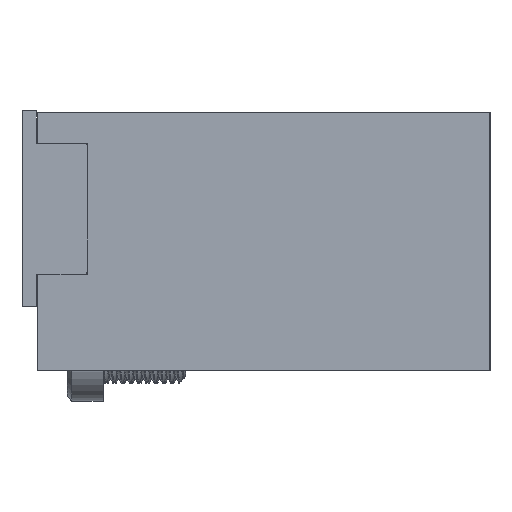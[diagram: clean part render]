
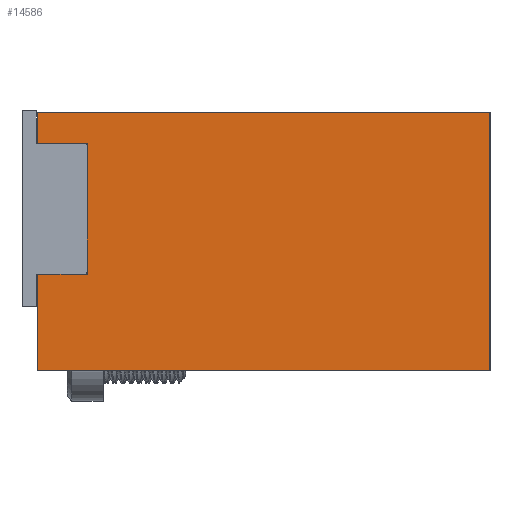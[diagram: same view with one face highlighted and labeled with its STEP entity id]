
A CAD part, left-side view. The second image highlights one B-rep face of the part: STEP entity #14586.
In plain terms, the highlighted planar face has unit normal (-1, 0, 0).
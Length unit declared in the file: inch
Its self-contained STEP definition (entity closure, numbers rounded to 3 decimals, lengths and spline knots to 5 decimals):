
#197 = LINE ( 'NONE', #10651, #2508 ) ;
#207 = DIRECTION ( 'NONE',  ( -1., 0., 0. ) ) ;
#415 = FACE_OUTER_BOUND ( 'NONE', #3982, .T. ) ;
#1239 = CARTESIAN_POINT ( 'NONE',  ( -3., 1.73, -0.119 ) ) ;
#1358 = VECTOR ( 'NONE', #14867, 39.37008 ) ;
#1478 = VERTEX_POINT ( 'NONE', #20043 ) ;
#1870 = VECTOR ( 'NONE', #3937, 39.37008 ) ;
#1967 = LINE ( 'NONE', #14737, #9788 ) ;
#2097 = CARTESIAN_POINT ( 'NONE',  ( -3., 1.73, 0. ) ) ;
#2148 = VERTEX_POINT ( 'NONE', #20489 ) ;
#2296 = LINE ( 'NONE', #2097, #1358 ) ;
#2483 = ORIENTED_EDGE ( 'NONE', *, *, #10507, .F. ) ;
#2508 = VECTOR ( 'NONE', #6990, 39.37008 ) ;
#3184 = EDGE_CURVE ( 'NONE', #16639, #12701, #18315, .T. ) ;
#3191 = DIRECTION ( 'NONE',  ( 0., 1., 0. ) ) ;
#3390 = CARTESIAN_POINT ( 'NONE',  ( -3., 1.73, -0.99 ) ) ;
#3586 = EDGE_CURVE ( 'NONE', #5587, #2148, #2296, .T. ) ;
#3937 = DIRECTION ( 'NONE',  ( 0., -1., 0. ) ) ;
#3982 = EDGE_LOOP ( 'NONE', ( #2483, #4259, #11210, #7784, #6623, #15527, #10443, #10152 ) ) ;
#4041 = VECTOR ( 'NONE', #16556, 39.37008 ) ;
#4259 = ORIENTED_EDGE ( 'NONE', *, *, #12065, .F. ) ;
#4711 = VERTEX_POINT ( 'NONE', #7415 ) ;
#4804 = VECTOR ( 'NONE', #13874, 39.37008 ) ;
#4971 = LINE ( 'NONE', #20660, #14101 ) ;
#5391 = CARTESIAN_POINT ( 'NONE',  ( -3., 1.54, -0.62 ) ) ;
#5587 = VERTEX_POINT ( 'NONE', #1239 ) ;
#6623 = ORIENTED_EDGE ( 'NONE', *, *, #3184, .F. ) ;
#6908 = DIRECTION ( 'NONE',  ( 0., 0., 1. ) ) ;
#6990 = DIRECTION ( 'NONE',  ( 0., 0., -1. ) ) ;
#7138 = CARTESIAN_POINT ( 'NONE',  ( -3., 1.54, -0.119 ) ) ;
#7415 = CARTESIAN_POINT ( 'NONE',  ( -3., 0., -0.99 ) ) ;
#7784 = ORIENTED_EDGE ( 'NONE', *, *, #10144, .F. ) ;
#9080 = DIRECTION ( 'NONE',  ( 0., 1., 0. ) ) ;
#9279 = VERTEX_POINT ( 'NONE', #18935 ) ;
#9676 = DIRECTION ( 'NONE',  ( 0., 0., 1. ) ) ;
#9788 = VECTOR ( 'NONE', #9080, 39.37008 ) ;
#9938 = CARTESIAN_POINT ( 'NONE',  ( -3., 0., 0. ) ) ;
#10063 = CARTESIAN_POINT ( 'NONE',  ( -3., 1.54, -0.119 ) ) ;
#10144 = EDGE_CURVE ( 'NONE', #12701, #5587, #18990, .T. ) ;
#10152 = ORIENTED_EDGE ( 'NONE', *, *, #14945, .F. ) ;
#10257 = PLANE ( 'NONE',  #18453 ) ;
#10443 = ORIENTED_EDGE ( 'NONE', *, *, #13142, .F. ) ;
#10507 = EDGE_CURVE ( 'NONE', #9279, #4711, #197, .T. ) ;
#10651 = CARTESIAN_POINT ( 'NONE',  ( -3., 0., -0.99 ) ) ;
#10835 = LINE ( 'NONE', #11028, #4804 ) ;
#11028 = CARTESIAN_POINT ( 'NONE',  ( -3., 1.54, -0.62 ) ) ;
#11210 = ORIENTED_EDGE ( 'NONE', *, *, #3586, .F. ) ;
#11885 = LINE ( 'NONE', #11988, #1870 ) ;
#11988 = CARTESIAN_POINT ( 'NONE',  ( -3., 0., 0. ) ) ;
#12065 = EDGE_CURVE ( 'NONE', #2148, #9279, #11885, .T. ) ;
#12524 = VECTOR ( 'NONE', #3191, 39.37008 ) ;
#12701 = VERTEX_POINT ( 'NONE', #10063 ) ;
#13142 = EDGE_CURVE ( 'NONE', #16981, #1478, #4971, .T. ) ;
#13874 = DIRECTION ( 'NONE',  ( 0., -1., 0. ) ) ;
#14101 = VECTOR ( 'NONE', #9676, 39.37008 ) ;
#14586 = ADVANCED_FACE ( 'NONE', ( #415 ), #10257, .T. ) ;
#14737 = CARTESIAN_POINT ( 'NONE',  ( -3., 1.73, -0.99 ) ) ;
#14867 = DIRECTION ( 'NONE',  ( 0., 0., 1. ) ) ;
#14945 = EDGE_CURVE ( 'NONE', #4711, #16981, #1967, .T. ) ;
#15527 = ORIENTED_EDGE ( 'NONE', *, *, #16780, .F. ) ;
#15850 = CARTESIAN_POINT ( 'NONE',  ( -3., 1.73, -0.119 ) ) ;
#16556 = DIRECTION ( 'NONE',  ( 0., 0., 1. ) ) ;
#16639 = VERTEX_POINT ( 'NONE', #5391 ) ;
#16780 = EDGE_CURVE ( 'NONE', #1478, #16639, #10835, .T. ) ;
#16981 = VERTEX_POINT ( 'NONE', #3390 ) ;
#18315 = LINE ( 'NONE', #7138, #4041 ) ;
#18453 = AXIS2_PLACEMENT_3D ( 'NONE', #9938, #207, #6908 ) ;
#18935 = CARTESIAN_POINT ( 'NONE',  ( -3., 0., 0. ) ) ;
#18990 = LINE ( 'NONE', #15850, #12524 ) ;
#20043 = CARTESIAN_POINT ( 'NONE',  ( -3., 1.73, -0.62 ) ) ;
#20489 = CARTESIAN_POINT ( 'NONE',  ( -3., 1.73, 0. ) ) ;
#20660 = CARTESIAN_POINT ( 'NONE',  ( -3., 1.73, -0.62 ) ) ;
